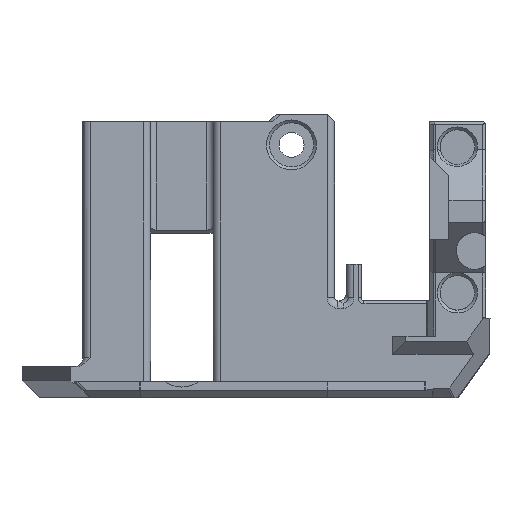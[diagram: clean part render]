
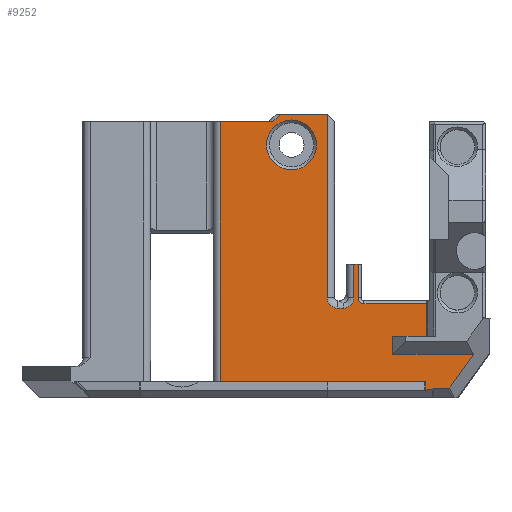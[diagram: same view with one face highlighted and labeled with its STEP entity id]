
A CAD part, left-side view. The second image highlights one B-rep face of the part: STEP entity #9252.
In plain terms, the highlighted planar face has unit normal (-1, 0, 0).
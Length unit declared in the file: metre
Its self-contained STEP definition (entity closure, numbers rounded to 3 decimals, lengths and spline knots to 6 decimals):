
#204=ELLIPSE('',#9808,0.000567,0.0004);
#205=ELLIPSE('',#9809,0.000602,0.0004);
#437=CIRCLE('',#9807,0.0034);
#438=CIRCLE('',#9810,0.0008);
#439=CIRCLE('',#9811,0.0014);
#440=CIRCLE('',#9812,0.0014);
#992=ORIENTED_EDGE('',*,*,#3807,.F.);
#993=ORIENTED_EDGE('',*,*,#3808,.T.);
#994=ORIENTED_EDGE('',*,*,#3809,.F.);
#995=ORIENTED_EDGE('',*,*,#3810,.F.);
#996=ORIENTED_EDGE('',*,*,#3811,.F.);
#997=ORIENTED_EDGE('',*,*,#3812,.F.);
#998=ORIENTED_EDGE('',*,*,#3804,.F.);
#999=ORIENTED_EDGE('',*,*,#3813,.F.);
#1000=ORIENTED_EDGE('',*,*,#3793,.F.);
#1001=ORIENTED_EDGE('',*,*,#3814,.F.);
#1002=ORIENTED_EDGE('',*,*,#3815,.F.);
#1003=ORIENTED_EDGE('',*,*,#3816,.F.);
#1004=ORIENTED_EDGE('',*,*,#3817,.F.);
#1005=ORIENTED_EDGE('',*,*,#3818,.T.);
#1006=ORIENTED_EDGE('',*,*,#3819,.F.);
#1007=ORIENTED_EDGE('',*,*,#3820,.F.);
#1008=ORIENTED_EDGE('',*,*,#3821,.F.);
#1009=ORIENTED_EDGE('',*,*,#3822,.F.);
#1010=ORIENTED_EDGE('',*,*,#3823,.F.);
#1011=ORIENTED_EDGE('',*,*,#3824,.F.);
#1012=ORIENTED_EDGE('',*,*,#3825,.T.);
#1013=ORIENTED_EDGE('',*,*,#3826,.T.);
#1014=ORIENTED_EDGE('',*,*,#3827,.F.);
#1015=ORIENTED_EDGE('',*,*,#3828,.F.);
#1016=ORIENTED_EDGE('',*,*,#3829,.F.);
#3793=EDGE_CURVE('',#5198,#5199,#6124,.T.);
#3804=EDGE_CURVE('',#5208,#5209,#6134,.T.);
#3807=EDGE_CURVE('',#5210,#5210,#437,.T.);
#3808=EDGE_CURVE('',#5211,#5212,#6137,.T.);
#3809=EDGE_CURVE('',#5213,#5212,#204,.T.);
#3810=EDGE_CURVE('',#5214,#5213,#6138,.T.);
#3811=EDGE_CURVE('',#5215,#5214,#205,.T.);
#3812=EDGE_CURVE('',#5209,#5215,#6139,.T.);
#3813=EDGE_CURVE('',#5199,#5208,#6140,.T.);
#3814=EDGE_CURVE('',#5216,#5198,#6141,.T.);
#3815=EDGE_CURVE('',#5217,#5216,#6142,.T.);
#3816=EDGE_CURVE('',#5218,#5217,#438,.T.);
#3817=EDGE_CURVE('',#5219,#5218,#6143,.T.);
#3818=EDGE_CURVE('',#5219,#5220,#6144,.T.);
#3819=EDGE_CURVE('',#5221,#5220,#6145,.T.);
#3820=EDGE_CURVE('',#5222,#5221,#439,.T.);
#3821=EDGE_CURVE('',#5223,#5222,#6146,.T.);
#3822=EDGE_CURVE('',#5224,#5223,#440,.T.);
#3823=EDGE_CURVE('',#5225,#5224,#6147,.T.);
#3824=EDGE_CURVE('',#5226,#5225,#6148,.T.);
#3825=EDGE_CURVE('',#5226,#5227,#6149,.T.);
#3826=EDGE_CURVE('',#5227,#5228,#6150,.T.);
#3827=EDGE_CURVE('',#5229,#5228,#6151,.T.);
#3828=EDGE_CURVE('',#5230,#5229,#6152,.T.);
#3829=EDGE_CURVE('',#5211,#5230,#6153,.T.);
#5198=VERTEX_POINT('',#13671);
#5199=VERTEX_POINT('',#13673);
#5208=VERTEX_POINT('',#13695);
#5209=VERTEX_POINT('',#13696);
#5210=VERTEX_POINT('',#13701);
#5211=VERTEX_POINT('',#13703);
#5212=VERTEX_POINT('',#13704);
#5213=VERTEX_POINT('',#13706);
#5214=VERTEX_POINT('',#13708);
#5215=VERTEX_POINT('',#13710);
#5216=VERTEX_POINT('',#13714);
#5217=VERTEX_POINT('',#13716);
#5218=VERTEX_POINT('',#13718);
#5219=VERTEX_POINT('',#13720);
#5220=VERTEX_POINT('',#13722);
#5221=VERTEX_POINT('',#13724);
#5222=VERTEX_POINT('',#13726);
#5223=VERTEX_POINT('',#13728);
#5224=VERTEX_POINT('',#13730);
#5225=VERTEX_POINT('',#13732);
#5226=VERTEX_POINT('',#13734);
#5227=VERTEX_POINT('',#13736);
#5228=VERTEX_POINT('',#13738);
#5229=VERTEX_POINT('',#13740);
#5230=VERTEX_POINT('',#13742);
#6124=LINE('',#13672,#7013);
#6134=LINE('',#13694,#7023);
#6137=LINE('',#13702,#7026);
#6138=LINE('',#13707,#7027);
#6139=LINE('',#13711,#7028);
#6140=LINE('',#13712,#7029);
#6141=LINE('',#13713,#7030);
#6142=LINE('',#13715,#7031);
#6143=LINE('',#13719,#7032);
#6144=LINE('',#13721,#7033);
#6145=LINE('',#13723,#7034);
#6146=LINE('',#13727,#7035);
#6147=LINE('',#13731,#7036);
#6148=LINE('',#13733,#7037);
#6149=LINE('',#13735,#7038);
#6150=LINE('',#13737,#7039);
#6151=LINE('',#13739,#7040);
#6152=LINE('',#13741,#7041);
#6153=LINE('',#13743,#7042);
#7013=VECTOR('',#10831,1.);
#7023=VECTOR('',#10847,1.);
#7026=VECTOR('',#10854,1.);
#7027=VECTOR('',#10857,1.);
#7028=VECTOR('',#10860,1.);
#7029=VECTOR('',#10861,1.);
#7030=VECTOR('',#10862,1.);
#7031=VECTOR('',#10863,1.);
#7032=VECTOR('',#10866,1.);
#7033=VECTOR('',#10867,1.);
#7034=VECTOR('',#10868,1.);
#7035=VECTOR('',#10871,1.);
#7036=VECTOR('',#10874,1.);
#7037=VECTOR('',#10875,1.);
#7038=VECTOR('',#10876,1.);
#7039=VECTOR('',#10877,1.);
#7040=VECTOR('',#10878,1.);
#7041=VECTOR('',#10879,1.);
#7042=VECTOR('',#10880,1.);
#7826=EDGE_LOOP('',(#992));
#7827=EDGE_LOOP('',(#993,#994,#995,#996,#997,#998,#999,#1000,#1001,#1002,
#1003,#1004,#1005,#1006,#1007,#1008,#1009,#1010,#1011,#1012,#1013,#1014,
#1015,#1016));
#8397=FACE_BOUND('',#7826,.T.);
#8398=FACE_BOUND('',#7827,.T.);
#8965=PLANE('',#9806);
#9252=ADVANCED_FACE('',(#8397,#8398),#8965,.T.);
#9806=AXIS2_PLACEMENT_3D('',#13699,#10850,#10851);
#9807=AXIS2_PLACEMENT_3D('',#13700,#10852,#10853);
#9808=AXIS2_PLACEMENT_3D('',#13705,#10855,#10856);
#9809=AXIS2_PLACEMENT_3D('',#13709,#10858,#10859);
#9810=AXIS2_PLACEMENT_3D('',#13717,#10864,#10865);
#9811=AXIS2_PLACEMENT_3D('',#13725,#10869,#10870);
#9812=AXIS2_PLACEMENT_3D('',#13729,#10872,#10873);
#10831=DIRECTION('',(0.,1.,0.));
#10847=DIRECTION('',(0.,-1.,0.));
#10850=DIRECTION('',(-1.,0.,0.));
#10851=DIRECTION('',(0.,-1.,0.));
#10852=DIRECTION('',(-1.,0.,0.));
#10853=DIRECTION('',(0.,-1.,0.));
#10854=DIRECTION('',(0.,-0.984,0.176));
#10855=DIRECTION('',(-1.,0.,0.));
#10856=DIRECTION('',(0.,0.09,-0.996));
#10857=DIRECTION('',(0.,1.,0.));
#10858=DIRECTION('',(1.,0.,0.));
#10859=DIRECTION('',(0.,0.458,0.889));
#10860=DIRECTION('',(0.,0.581,-0.814));
#10861=DIRECTION('',(0.,0.,-1.));
#10862=DIRECTION('',(0.,0.,-1.));
#10863=DIRECTION('',(0.,-1.,0.));
#10864=DIRECTION('',(-1.,0.,0.));
#10865=DIRECTION('',(0.,-1.,0.));
#10866=DIRECTION('',(0.,0.,-1.));
#10867=DIRECTION('',(0.,1.,0.));
#10868=DIRECTION('',(0.,0.,1.));
#10869=DIRECTION('',(-1.,0.,0.));
#10870=DIRECTION('',(0.,1.,0.));
#10871=DIRECTION('',(0.,-1.,0.));
#10872=DIRECTION('',(-1.,0.,0.));
#10873=DIRECTION('',(0.,1.,0.));
#10874=DIRECTION('',(0.,0.,-1.));
#10875=DIRECTION('',(0.,-1.,0.));
#10876=DIRECTION('',(0.,0.707,-0.707));
#10877=DIRECTION('',(0.,1.,0.));
#10878=DIRECTION('',(0.,0.,1.));
#10879=DIRECTION('',(0.,1.,0.));
#10880=DIRECTION('',(0.,0.,1.));
#13671=CARTESIAN_POINT('',(-0.486684,-0.017035,0.0084));
#13672=CARTESIAN_POINT('',(-0.486684,-0.012279,0.0084));
#13673=CARTESIAN_POINT('',(-0.486684,-0.012379,0.0084));
#13694=CARTESIAN_POINT('',(-0.486684,-0.018359,0.0059));
#13695=CARTESIAN_POINT('',(-0.486684,-0.012379,0.0059));
#13696=CARTESIAN_POINT('',(-0.486684,-0.023395,0.0059));
#13699=CARTESIAN_POINT('',(-0.486684,0.029879,0.0032));
#13700=CARTESIAN_POINT('',(-0.486684,0.00142,0.034464));
#13701=CARTESIAN_POINT('',(-0.486684,-0.00198,0.034464));
#13702=CARTESIAN_POINT('',(-0.486684,0.028044,-0.007036));
#13703=CARTESIAN_POINT('',(-0.486684,-0.01682,0.001006));
#13704=CARTESIAN_POINT('',(-0.486684,-0.017874,0.001195));
#13705=CARTESIAN_POINT('',(-0.486684,-0.017899,0.000634));
#13706=CARTESIAN_POINT('',(-0.486684,-0.017925,0.0012));
#13707=CARTESIAN_POINT('',(-0.486684,0.020768,0.0012));
#13708=CARTESIAN_POINT('',(-0.486684,-0.019892,0.0012));
#13709=CARTESIAN_POINT('',(-0.486684,-0.019747,0.001766));
#13710=CARTESIAN_POINT('',(-0.486684,-0.020122,0.001318));
#13711=CARTESIAN_POINT('',(-0.486684,-0.020427,0.001745));
#13712=CARTESIAN_POINT('',(-0.486684,-0.012379,0.0045));
#13713=CARTESIAN_POINT('',(-0.486684,-0.017035,0.019315));
#13714=CARTESIAN_POINT('',(-0.486684,-0.017035,0.0128));
#13715=CARTESIAN_POINT('',(-0.486684,0.007188,0.0128));
#13716=CARTESIAN_POINT('',(-0.486684,-0.008454,0.0128));
#13717=CARTESIAN_POINT('',(-0.486684,-0.008454,0.0136));
#13718=CARTESIAN_POINT('',(-0.486684,-0.007654,0.0136));
#13719=CARTESIAN_POINT('',(-0.486684,-0.007654,0.0082));
#13720=CARTESIAN_POINT('',(-0.486684,-0.007654,0.0182));
#13721=CARTESIAN_POINT('',(-0.486684,0.029879,0.0182));
#13722=CARTESIAN_POINT('',(-0.486684,-0.007054,0.0182));
#13723=CARTESIAN_POINT('',(-0.486684,-0.007054,0.0052));
#13724=CARTESIAN_POINT('',(-0.486684,-0.007054,0.0136));
#13725=CARTESIAN_POINT('',(-0.486684,-0.005654,0.0136));
#13726=CARTESIAN_POINT('',(-0.486684,-0.005654,0.0122));
#13727=CARTESIAN_POINT('',(-0.486684,0.007188,0.0122));
#13728=CARTESIAN_POINT('',(-0.486684,-0.004846,0.0122));
#13729=CARTESIAN_POINT('',(-0.486684,-0.004846,0.0136));
#13730=CARTESIAN_POINT('',(-0.486684,-0.003446,0.0136));
#13731=CARTESIAN_POINT('',(-0.486684,-0.003446,0.014308));
#13732=CARTESIAN_POINT('',(-0.486684,-0.003446,0.03863));
#13733=CARTESIAN_POINT('',(-0.486684,0.00867,0.03863));
#13734=CARTESIAN_POINT('',(-0.486684,0.002963,0.03863));
#13735=CARTESIAN_POINT('',(-0.486684,0.018941,0.022652));
#13736=CARTESIAN_POINT('',(-0.486684,0.003965,0.03763));
#13737=CARTESIAN_POINT('',(-0.486684,0.029879,0.03763));
#13738=CARTESIAN_POINT('',(-0.486684,0.011129,0.03763));
#13739=CARTESIAN_POINT('',(-0.486684,0.011129,0.020415));
#13740=CARTESIAN_POINT('',(-0.486684,0.011129,0.0022));
#13741=CARTESIAN_POINT('',(-0.486684,0.00867,0.0022));
#13742=CARTESIAN_POINT('',(-0.486684,-0.01682,0.0022));
#13743=CARTESIAN_POINT('',(-0.486684,-0.01682,0.0024));
